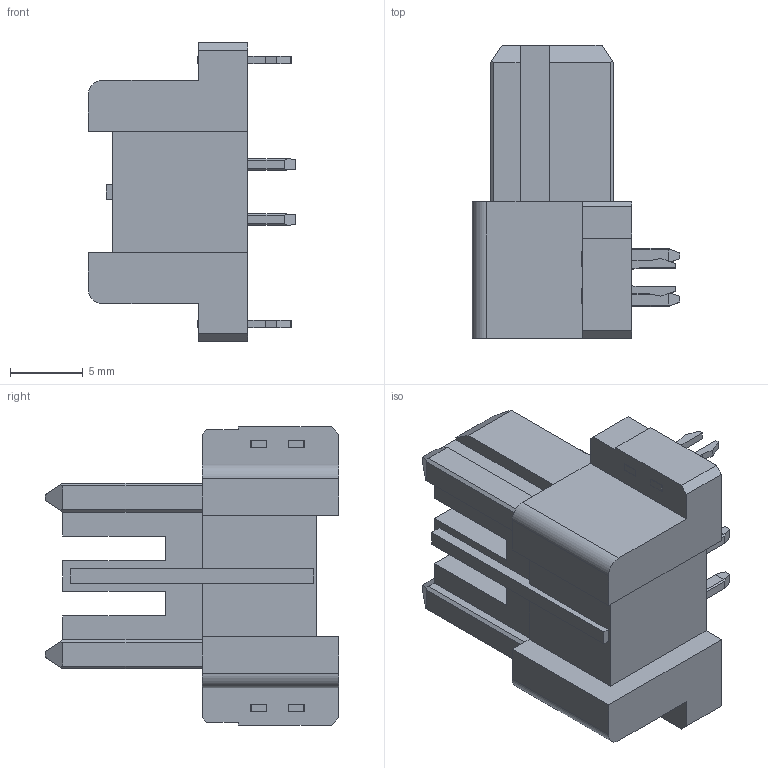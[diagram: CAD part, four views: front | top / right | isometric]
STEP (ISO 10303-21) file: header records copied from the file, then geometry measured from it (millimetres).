
FILE_DESCRIPTION(('CoCreate Modeling STEP Export'),'2;1');
FILE_NAME('FX30B-2P-3.81DS.stp','2013-06-12T10:05:54',(''),(''),'CoCreate Modeling STEP processor for AP214 (Solid Model)','CoCreate Modeling 17.0 01-Apr-2010 (C) Parametric Technology GmbH','');
FILE_SCHEMA(('AUTOMOTIVE_DESIGN { 1 0 10303 214 1 1 1 1 }'));
Length unit declared in the file: millimetre
Products named in the file (1): FX30B-2P-3.81DS
Bounding box: 14.3 x 20.2 x 20.56 mm (x, y, z)
Volume: 2252.5 mm3; surface area: 1684.9 mm2
Topology: 1 solids, 1 shells, 192 faces, 530 edges, 352 vertices
Faces by surface type: plane 186, cylinder 6
Entity records: 5899 total; most frequent: ORIENTED_EDGE 1060, CARTESIAN_POINT 1050, DIRECTION 886, EDGE_CURVE 530, VECTOR 510, LINE 510, VERTEX_POINT 352, EDGE_LOOP 204
